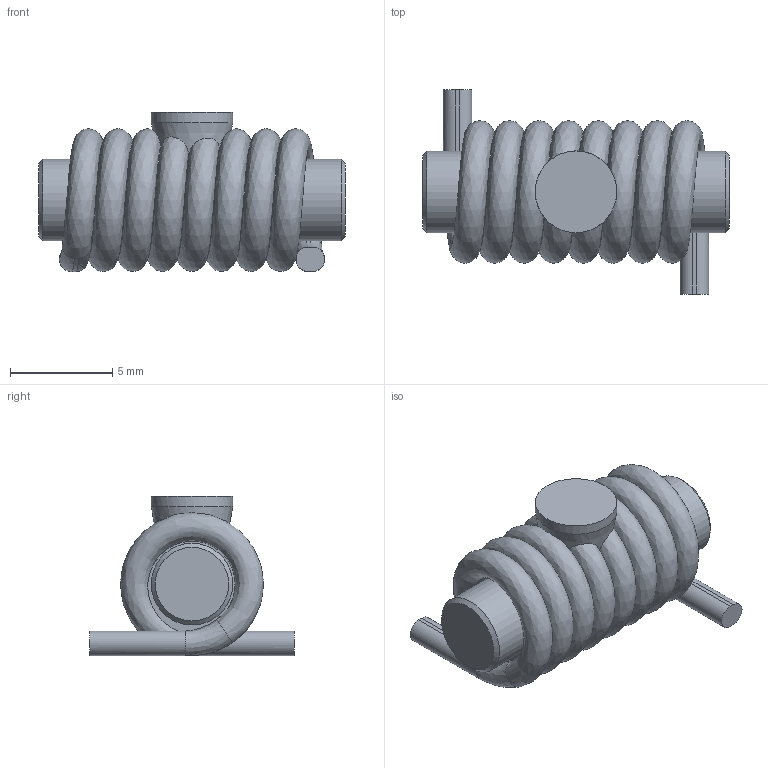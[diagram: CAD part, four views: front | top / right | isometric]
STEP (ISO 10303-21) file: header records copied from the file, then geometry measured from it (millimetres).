
FILE_DESCRIPTION(/* description */ ('Unknown'),/* implementation_level */ '2;1');
FILE_NAME(/* name */ 'L_Wurth_WE-RCIS_7847227010',/* time_stamp */ '2025-06-18T14:13:39+08:00',/* author */ ('Unknown'),/* organization */ ('Unknown'),/* preprocessor_version */ 'ST-DEVELOPER v19.4',/* originating_system */ 'Solid Edge',/* authorisation */ 'Unknown');
FILE_SCHEMA (('AUTOMOTIVE_DESIGN {1 0 10303 214 3 1 1}'));
Length unit declared in the file: millimetre
Products named in the file (2): L_Wurth_WE-RCIS_7847227010
Assembly tree (1 placements, depth 2):
  L_Wurth_WE-RCIS_7847227010
    L_Wurth_WE-RCIS_7847227010
Bounding box: 15 x 10 x 7.8 mm (x, y, z)
Volume: 469.9 mm3; surface area: 1285.9 mm2
Topology: 3 solids, 3 shells, 38 faces, 92 edges, 54 vertices
Faces by surface type: bspline 13, plane 11, cylinder 11, cone 3
Full cylindrical faces by diameter (mm): 4 x3
Entity records: 3637 total; most frequent: CARTESIAN_POINT 2762, ORIENTED_EDGE 156, DIRECTION 98, EDGE_CURVE 78, VERTEX_POINT 52, EDGE_LOOP 48, FACE_BOUND 48, AXIS2_PLACEMENT_3D 41
